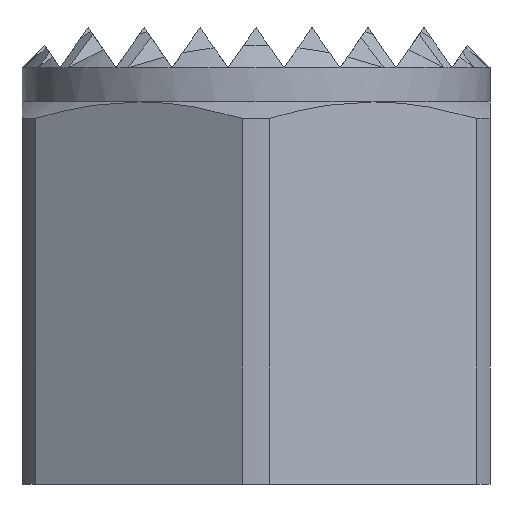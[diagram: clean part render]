
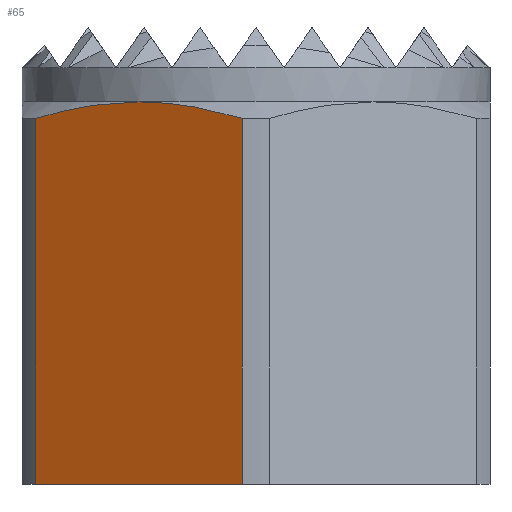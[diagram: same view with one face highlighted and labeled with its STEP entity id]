
A CAD part, front view. The second image highlights one B-rep face of the part: STEP entity #65.
In plain terms, the highlighted planar face has unit normal (-0.5, -0.866, 0).
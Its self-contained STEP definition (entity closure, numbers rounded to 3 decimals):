
#65=ADVANCED_FACE('',(#429),#430,.T.);
#429=FACE_OUTER_BOUND('',#1117,.T.);
#430=PLANE('',#1118);
#1117=EDGE_LOOP('',(#1928,#1929,#1930,#1931,#1932));
#1118=AXIS2_PLACEMENT_3D('',#1933,#1934,#1935);
#1928=ORIENTED_EDGE('',*,*,#4209,.F.);
#1929=ORIENTED_EDGE('',*,*,#4231,.F.);
#1930=ORIENTED_EDGE('',*,*,#4203,.F.);
#1931=ORIENTED_EDGE('',*,*,#4232,.T.);
#1932=ORIENTED_EDGE('',*,*,#4226,.T.);
#1933=CARTESIAN_POINT('',(-20.5,-11.836,0.0));
#1934=DIRECTION('',(-0.5,-0.866,0.0));
#1935=DIRECTION('',(0.866,-0.5,0.0));
#4203=EDGE_CURVE('',#4928,#4929,#4930,.T.);
#4209=EDGE_CURVE('',#4939,#4941,#4942,.T.);
#4226=EDGE_CURVE('',#4868,#4941,#4968,.T.);
#4231=EDGE_CURVE('',#4929,#4939,#4973,.T.);
#4232=EDGE_CURVE('',#4928,#4868,#4974,.T.);
#4868=VERTEX_POINT('',#5887);
#4928=VERTEX_POINT('',#5999);
#4929=VERTEX_POINT('',#6000);
#4930=LINE('',#6001,#6002);
#4939=VERTEX_POINT('',#6013);
#4941=VERTEX_POINT('',#6015);
#4942=LINE('',#6016,#6017);
#4968=(B_SPLINE_CURVE(2,(#6086,#6087,#6088),.UNSPECIFIED.,.F.,.F.)B_SPLINE_CURVE_WITH_KNOTS((3,3),(3.376,4.881),.UNSPECIFIED.)RATIONAL_B_SPLINE_CURVE((1.0,1.087,1.096))BOUNDED_CURVE()REPRESENTATION_ITEM('')GEOMETRIC_REPRESENTATION_ITEM()CURVE());
#4973=LINE('',#6102,#6103);
#4974=(B_SPLINE_CURVE(2,(#6105,#6106,#6107),.UNSPECIFIED.,.F.,.F.)B_SPLINE_CURVE_WITH_KNOTS((3,3),(1.871,3.376),.UNSPECIFIED.)RATIONAL_B_SPLINE_CURVE((1.096,1.087,1.0))BOUNDED_CURVE()REPRESENTATION_ITEM('')GEOMETRIC_REPRESENTATION_ITEM()CURVE());
#5887=CARTESIAN_POINT('',(-10.25,-17.754,33.5));
#5999=CARTESIAN_POINT('',(-1.219,-22.968,32.057));
#6000=CARTESIAN_POINT('',(-1.219,-22.968,0.0));
#6001=CARTESIAN_POINT('',(-1.219,-22.968,16.75));
#6002=VECTOR('',#8433,1.0);
#6013=CARTESIAN_POINT('',(-19.281,-12.539,0.0));
#6015=CARTESIAN_POINT('',(-19.281,-12.539,32.057));
#6016=CARTESIAN_POINT('',(-19.281,-12.539,16.75));
#6017=VECTOR('',#8445,1.0);
#6086=CARTESIAN_POINT('',(-10.25,-17.754,33.5));
#6087=CARTESIAN_POINT('',(-15.007,-15.007,33.5));
#6088=CARTESIAN_POINT('',(-20.5,-11.836,31.669));
#6102=CARTESIAN_POINT('',(0.,-23.671,0.0));
#6103=VECTOR('',#8476,10.0);
#6105=CARTESIAN_POINT('',(0.,-23.671,31.669));
#6106=CARTESIAN_POINT('',(-5.493,-20.5,33.5));
#6107=CARTESIAN_POINT('',(-10.25,-17.754,33.5));
#8433=DIRECTION('',(-0.0,-0.0,-1.0));
#8445=DIRECTION('',(0.0,0.0,1.0));
#8476=DIRECTION('',(-0.866,0.5,0.0));
